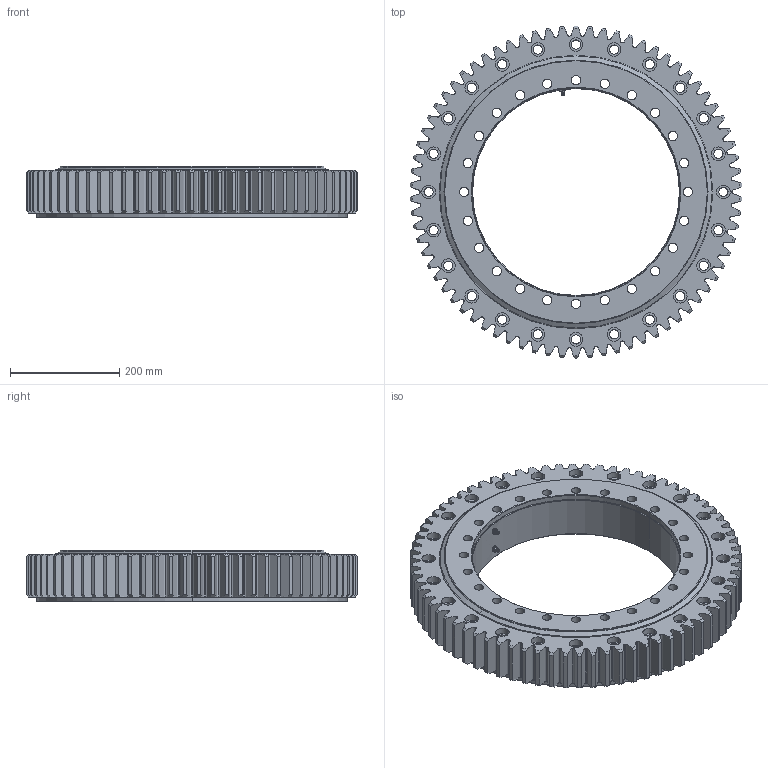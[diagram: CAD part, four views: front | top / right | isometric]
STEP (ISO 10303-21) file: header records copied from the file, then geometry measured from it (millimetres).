
FILE_DESCRIPTION (( 'STEP AP214' ), '1' );
FILE_NAME ('E.608.2.25.10.D.6.STEP', '2016-02-09T15:34:52', ( '' ), ( '' ), 'SwSTEP 2.0', 'SolidWorks 2015', '' );
FILE_SCHEMA (( 'AUTOMOTIVE_DESIGN' ));
Length unit declared in the file: millimetre
Products named in the file (7): E.608.2.25.10.D.6 - OR; Ball D25; E.608.2.25.10.D.6 - IR; E.608.2.25.10.D.6 - OR Seal; Grease nipple M10x1mm; E.608.2.25.10.D.6 - IR Seal; E.608.2.25.10.D.6
Assembly tree (112 placements, depth 2):
  E.608.2.25.10.D.6
    E.608.2.25.10.D.6 - IR
    E.608.2.25.10.D.6 - OR
    Ball D25  x104
    E.608.2.25.10.D.6 - IR Seal
    E.608.2.25.10.D.6 - OR Seal
    Grease nipple M10x1mm  x4
Bounding box: 607.68 x 607.99 x 95 mm (x, y, z)
Volume: 11738776.9 mm3; surface area: 1634964.9 mm2
Topology: 112 solids, 112 shells, 1244 faces, 3454 edges, 2288 vertices
Faces by surface type: cylinder 340, plane 256, cone 236, sphere 208, bspline 148, torus 56
Entity records: 54386 total; most frequent: CARTESIAN_POINT 30491, ORIENTED_EDGE 5024, DIRECTION 4570, EDGE_CURVE 2512, AXIS2_PLACEMENT_3D 1803, VERTEX_POINT 1644, EDGE_LOOP 1110, LINE 964
